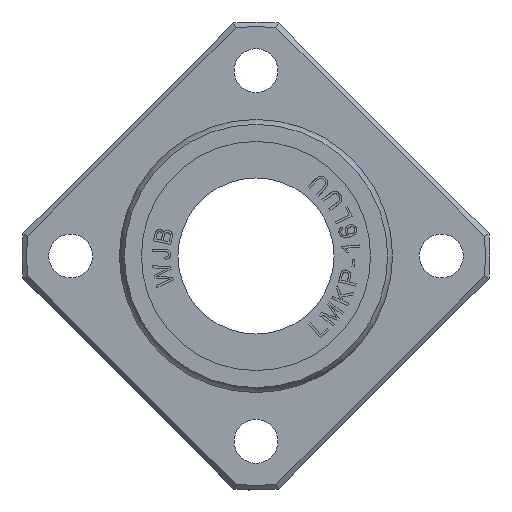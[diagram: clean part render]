
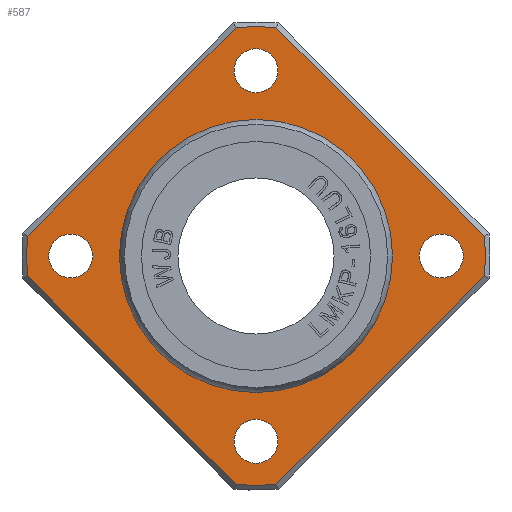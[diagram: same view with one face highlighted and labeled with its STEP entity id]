
A CAD part, left-side view. The second image highlights one B-rep face of the part: STEP entity #587.
In plain terms, the highlighted planar face has unit normal (-1, 0, 0).
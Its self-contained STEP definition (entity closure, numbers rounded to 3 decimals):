
#587=ADVANCED_FACE('',(#1387,#1388,#1389,#1390,#1391,#1392),#986,.T.);
#986=PLANE('',#7309);
#1273=CIRCLE('',#7284,23.5);
#1275=CIRCLE('',#7287,23.5);
#1277=CIRCLE('',#7290,23.5);
#1279=CIRCLE('',#7293,23.5);
#1285=CIRCLE('',#7304,13.773);
#1286=CIRCLE('',#7305,2.25);
#1287=CIRCLE('',#7306,2.25);
#1288=CIRCLE('',#7307,2.25);
#1289=CIRCLE('',#7308,2.25);
#1387=FACE_BOUND('',#1517,.T.);
#1388=FACE_BOUND('',#1518,.T.);
#1389=FACE_BOUND('',#1519,.T.);
#1390=FACE_BOUND('',#1520,.T.);
#1391=FACE_BOUND('',#1521,.T.);
#1392=FACE_BOUND('',#1522,.T.);
#1517=EDGE_LOOP('',(#2747));
#1518=EDGE_LOOP('',(#2748));
#1519=EDGE_LOOP('',(#2749));
#1520=EDGE_LOOP('',(#2750));
#1521=EDGE_LOOP('',(#2751));
#1522=EDGE_LOOP('',(#2752,#2753,#2754,#2755,#2756,#2757,#2758,#2759));
#2048=B_SPLINE_CURVE_WITH_KNOTS('',3,(#10759,#10760,#10761,#10762),.UNSPECIFIED.,
 .F.,.F.,(4,4),(0.,1.),.UNSPECIFIED.);
#2049=B_SPLINE_CURVE_WITH_KNOTS('',3,(#10763,#10764,#10765,#10766),.UNSPECIFIED.,
 .F.,.F.,(4,4),(0.,1.),.UNSPECIFIED.);
#2050=B_SPLINE_CURVE_WITH_KNOTS('',3,(#10767,#10768,#10769,#10770),.UNSPECIFIED.,
 .F.,.F.,(4,4),(0.,1.),.UNSPECIFIED.);
#2051=B_SPLINE_CURVE_WITH_KNOTS('',3,(#10771,#10772,#10773,#10774),.UNSPECIFIED.,
 .F.,.F.,(4,4),(0.,1.),.UNSPECIFIED.);
#2747=ORIENTED_EDGE('',*,*,#5425,.F.);
#2748=ORIENTED_EDGE('',*,*,#5426,.T.);
#2749=ORIENTED_EDGE('',*,*,#5427,.T.);
#2750=ORIENTED_EDGE('',*,*,#5428,.T.);
#2751=ORIENTED_EDGE('',*,*,#5429,.T.);
#2752=ORIENTED_EDGE('',*,*,#5401,.F.);
#2753=ORIENTED_EDGE('',*,*,#5430,.F.);
#2754=ORIENTED_EDGE('',*,*,#5409,.F.);
#2755=ORIENTED_EDGE('',*,*,#5431,.F.);
#2756=ORIENTED_EDGE('',*,*,#5397,.F.);
#2757=ORIENTED_EDGE('',*,*,#5432,.F.);
#2758=ORIENTED_EDGE('',*,*,#5405,.F.);
#2759=ORIENTED_EDGE('',*,*,#5433,.F.);
#4723=VERTEX_POINT('',#10654);
#4724=VERTEX_POINT('',#10655);
#4727=VERTEX_POINT('',#10669);
#4728=VERTEX_POINT('',#10670);
#4731=VERTEX_POINT('',#10684);
#4732=VERTEX_POINT('',#10685);
#4735=VERTEX_POINT('',#10699);
#4736=VERTEX_POINT('',#10700);
#4747=VERTEX_POINT('',#10750);
#4748=VERTEX_POINT('',#10752);
#4749=VERTEX_POINT('',#10754);
#4750=VERTEX_POINT('',#10756);
#4751=VERTEX_POINT('',#10758);
#5397=EDGE_CURVE('',#4723,#4724,#1273,.T.);
#5401=EDGE_CURVE('',#4727,#4728,#1275,.T.);
#5405=EDGE_CURVE('',#4731,#4732,#1277,.T.);
#5409=EDGE_CURVE('',#4735,#4736,#1279,.T.);
#5425=EDGE_CURVE('',#4747,#4747,#1285,.T.);
#5426=EDGE_CURVE('',#4748,#4748,#1286,.T.);
#5427=EDGE_CURVE('',#4749,#4749,#1287,.T.);
#5428=EDGE_CURVE('',#4750,#4750,#1288,.T.);
#5429=EDGE_CURVE('',#4751,#4751,#1289,.T.);
#5430=EDGE_CURVE('',#4736,#4727,#2048,.T.);
#5431=EDGE_CURVE('',#4724,#4735,#2049,.T.);
#5432=EDGE_CURVE('',#4732,#4723,#2050,.T.);
#5433=EDGE_CURVE('',#4728,#4731,#2051,.T.);
#7284=AXIS2_PLACEMENT_3D('',#10653,#7916,#7917);
#7287=AXIS2_PLACEMENT_3D('',#10668,#7922,#7923);
#7290=AXIS2_PLACEMENT_3D('',#10683,#7928,#7929);
#7293=AXIS2_PLACEMENT_3D('',#10698,#7934,#7935);
#7304=AXIS2_PLACEMENT_3D('',#10749,#7960,#7961);
#7305=AXIS2_PLACEMENT_3D('',#10751,#7962,#7963);
#7306=AXIS2_PLACEMENT_3D('',#10753,#7964,#7965);
#7307=AXIS2_PLACEMENT_3D('',#10755,#7966,#7967);
#7308=AXIS2_PLACEMENT_3D('',#10757,#7968,#7969);
#7309=AXIS2_PLACEMENT_3D('',#10775,#7970,#7971);
#7916=DIRECTION('',(1.,0.,0.));
#7917=DIRECTION('',(0.,0.,-1.));
#7922=DIRECTION('',(1.,0.,0.));
#7923=DIRECTION('',(0.,0.,-1.));
#7928=DIRECTION('',(1.,0.,0.));
#7929=DIRECTION('',(0.,0.,-1.));
#7934=DIRECTION('',(1.,0.,0.));
#7935=DIRECTION('',(0.,0.,-1.));
#7960=DIRECTION('',(-1.,0.,0.));
#7961=DIRECTION('',(0.,0.,1.));
#7962=DIRECTION('',(1.,0.,0.));
#7963=DIRECTION('',(0.,1.,0.));
#7964=DIRECTION('',(1.,0.,0.));
#7965=DIRECTION('',(0.,1.,0.));
#7966=DIRECTION('',(1.,0.,0.));
#7967=DIRECTION('',(0.,1.,0.));
#7968=DIRECTION('',(1.,0.,0.));
#7969=DIRECTION('',(0.,1.,0.));
#7970=DIRECTION('',(-1.,0.,0.));
#7971=DIRECTION('',(0.,0.,1.));
#10653=CARTESIAN_POINT('',(6.,0.,0.));
#10654=CARTESIAN_POINT('',(6.,2.045,23.411));
#10655=CARTESIAN_POINT('',(6.,-2.045,23.411));
#10668=CARTESIAN_POINT('',(6.,0.,0.));
#10669=CARTESIAN_POINT('',(6.,-2.045,-23.411));
#10670=CARTESIAN_POINT('',(6.,2.045,-23.411));
#10683=CARTESIAN_POINT('',(6.,0.,0.));
#10684=CARTESIAN_POINT('',(6.,23.411,-2.045));
#10685=CARTESIAN_POINT('',(6.,23.411,2.045));
#10698=CARTESIAN_POINT('',(6.,0.,0.));
#10699=CARTESIAN_POINT('',(6.,-23.411,2.045));
#10700=CARTESIAN_POINT('',(6.,-23.411,-2.045));
#10749=CARTESIAN_POINT('',(6.,0.,0.));
#10750=CARTESIAN_POINT('',(6.,0.,13.773));
#10751=CARTESIAN_POINT('',(6.,19.,0.));
#10752=CARTESIAN_POINT('',(6.,16.75,0.));
#10753=CARTESIAN_POINT('',(6.,-19.,0.));
#10754=CARTESIAN_POINT('',(6.,-21.25,0.));
#10755=CARTESIAN_POINT('',(6.,0.,19.));
#10756=CARTESIAN_POINT('',(6.,-2.25,19.));
#10757=CARTESIAN_POINT('',(6.,0.,-19.));
#10758=CARTESIAN_POINT('',(6.,-2.25,-19.));
#10759=CARTESIAN_POINT('',(6.,-23.411,-2.045));
#10760=CARTESIAN_POINT('',(6.,-16.289,-9.167));
#10761=CARTESIAN_POINT('',(6.,-9.167,-16.289));
#10762=CARTESIAN_POINT('',(6.,-2.045,-23.411));
#10763=CARTESIAN_POINT('',(6.,-2.045,23.411));
#10764=CARTESIAN_POINT('',(6.,-9.167,16.289));
#10765=CARTESIAN_POINT('',(6.,-16.289,9.167));
#10766=CARTESIAN_POINT('',(6.,-23.411,2.045));
#10767=CARTESIAN_POINT('',(6.,23.411,2.045));
#10768=CARTESIAN_POINT('',(6.,16.289,9.167));
#10769=CARTESIAN_POINT('',(6.,9.167,16.289));
#10770=CARTESIAN_POINT('',(6.,2.045,23.411));
#10771=CARTESIAN_POINT('',(6.,2.045,-23.411));
#10772=CARTESIAN_POINT('',(6.,9.167,-16.289));
#10773=CARTESIAN_POINT('',(6.,16.289,-9.167));
#10774=CARTESIAN_POINT('',(6.,23.411,-2.045));
#10775=CARTESIAN_POINT('',(6.,0.,18.887));
